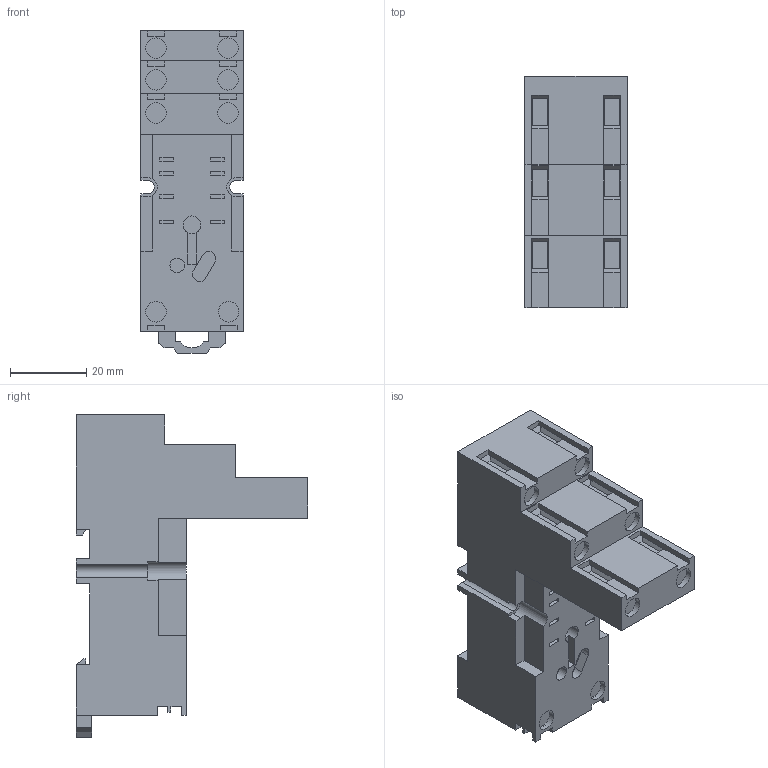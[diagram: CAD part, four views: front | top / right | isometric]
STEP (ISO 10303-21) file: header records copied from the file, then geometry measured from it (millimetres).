
FILE_DESCRIPTION(('starvars output'),'2;1');
FILE_NAME('cv20190909164629000025256.stp','16:46:29 2019/09/09',( 'Thomas Industrial Network Germany GmbH'),( 'Thomas Industrial Network Germany GmbH'),'unknown preprocess','ACIS' ,'unknown authorization');
FILE_SCHEMA(('AUTOMOTIVE_DESIGN_CC2 {UNKNOWN IMPLEMENTATION LEVEL}'));
Length unit declared in the file: millimetre
Products named in the file (1): PRODUCT_ID_1
Bounding box: 26.92 x 60.96 x 84.84 mm (x, y, z)
Volume: 65657.7 mm3; surface area: 15655.7 mm2
Topology: 1 solids, 1 shells, 261 faces, 689 edges, 448 vertices
Faces by surface type: plane 234, cylinder 27
Entity records: 9437 total; most frequent: ORIENTED_EDGE 1378, CARTESIAN_POINT 1252, DIRECTION 1060, EDGE_CURVE 689, VECTOR 548, LINE 548, VERTEX_POINT 448, EDGE_LOOP 281
